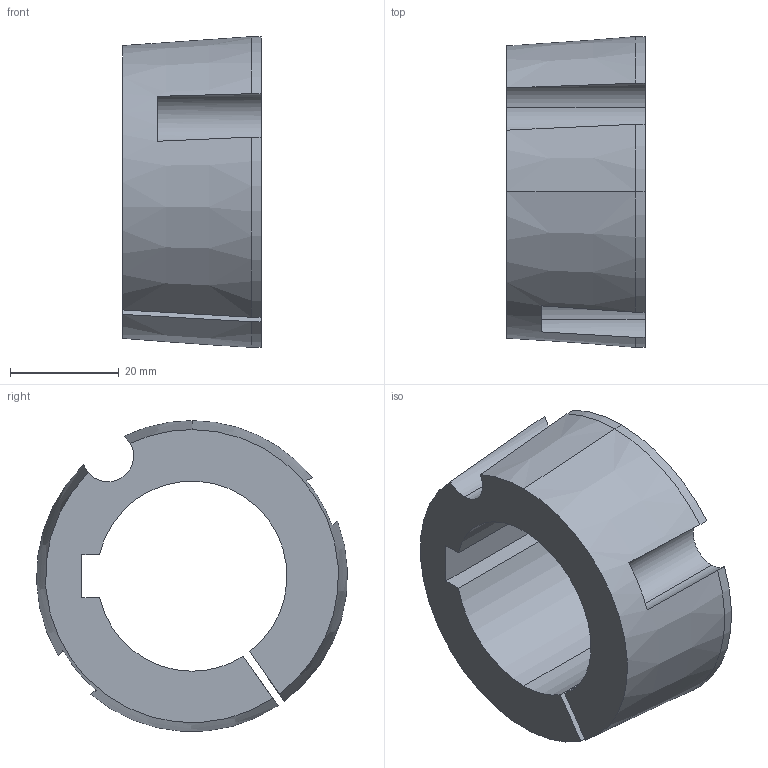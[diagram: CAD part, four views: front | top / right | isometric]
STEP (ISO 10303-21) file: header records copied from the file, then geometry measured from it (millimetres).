
FILE_DESCRIPTION (( 'STEP AP214' ), '1' );
FILE_NAME ('TL-1610-1375.step', '2015-04-08T20:55:40', ( '' ), ( '' ), 'SwSTEP 2.0', 'SolidWorks 2014', '' );
FILE_SCHEMA (( 'AUTOMOTIVE_DESIGN' ));
Length unit declared in the file: inch
Products named in the file (1): TL-1610-1375
Bounding box: 25.4 x 57.11 x 57.09 mm (x, y, z)
Volume: 33669.2 mm3; surface area: 11013.3 mm2
Topology: 1 solids, 1 shells, 25 faces, 68 edges, 45 vertices
Faces by surface type: cylinder 13, plane 9, cone 3
Entity records: 853 total; most frequent: CARTESIAN_POINT 163, DIRECTION 143, ORIENTED_EDGE 136, EDGE_CURVE 68, AXIS2_PLACEMENT_3D 57, VERTEX_POINT 45, CIRCLE 31, LINE 29
